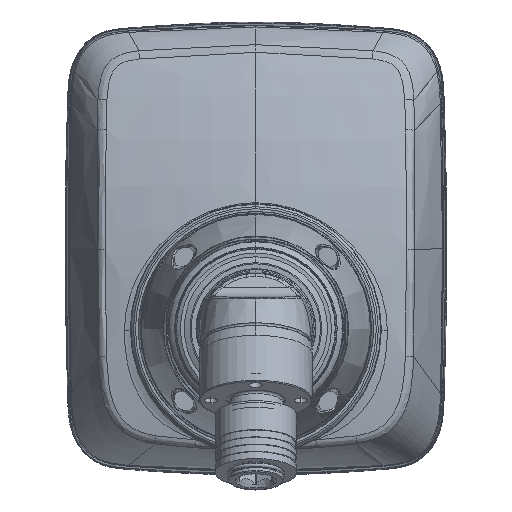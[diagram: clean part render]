
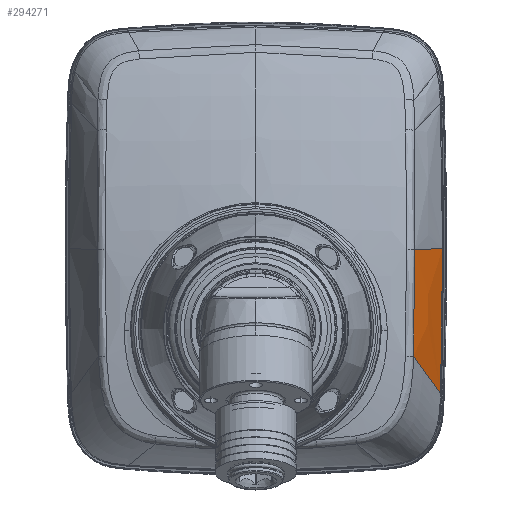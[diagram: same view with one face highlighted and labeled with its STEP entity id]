
A CAD part, top view. The second image highlights one B-rep face of the part: STEP entity #294271.
In plain terms, the highlighted free-form (B-spline) face has degree [3, 5] with [5, 9] control points.
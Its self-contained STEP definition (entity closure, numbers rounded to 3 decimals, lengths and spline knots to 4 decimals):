
#199362=CARTESIAN_POINT('',(1.4193,-0.4831,
-10.1108));
#199466=CARTESIAN_POINT('',(1.2116,-0.1975,
-9.5178));
#199468=CARTESIAN_POINT('',(1.4193,-0.4831,
-10.1108));
#199469=CARTESIAN_POINT('',(1.3586,-0.3896,
-9.9132));
#199470=CARTESIAN_POINT('',(1.2777,-0.2712,
-9.6681));
#199471=CARTESIAN_POINT('',(1.2116,-0.1975,
-9.5178));
#199484=CARTESIAN_POINT('',(1.4348,0.6299,
-10.1109));
#199485=CARTESIAN_POINT('',(1.4076,0.6296,
-10.0308));
#199486=CARTESIAN_POINT('',(1.3324,0.6253,
-9.823));
#199487=CARTESIAN_POINT('',(1.2514,0.621,
-9.6212));
#199488=CARTESIAN_POINT('',(1.2196,0.6203,
-9.5495));
#199490=CARTESIAN_POINT('',(1.4348,0.6299,
-10.1109));
#199491=CARTESIAN_POINT('',(1.4348,0.5783,
-10.1109));
#199492=CARTESIAN_POINT('',(1.4348,0.4762,
-10.1108));
#199493=CARTESIAN_POINT('',(1.4343,0.326,
-10.1107));
#199494=CARTESIAN_POINT('',(1.4332,0.1809,
-10.1105));
#199495=CARTESIAN_POINT('',(1.4316,0.0426,
-10.1105));
#199496=CARTESIAN_POINT('',(1.4296,-0.0871,
-10.1104));
#199497=CARTESIAN_POINT('',(1.4271,-0.2065,
-10.1103));
#199498=CARTESIAN_POINT('',(1.4244,-0.3139,
-10.1102));
#199499=CARTESIAN_POINT('',(1.4217,-0.4077,
-10.1103));
#199500=CARTESIAN_POINT('',(1.4201,-0.4596,
-10.1106));
#199501=CARTESIAN_POINT('',(1.4193,-0.4831,
-10.1108));
#199503=CARTESIAN_POINT('',(1.2116,-0.1975,
-9.5178));
#199504=CARTESIAN_POINT('',(1.2118,-0.187,
-9.5175));
#199505=CARTESIAN_POINT('',(1.2121,-0.166,
-9.5171));
#199506=CARTESIAN_POINT('',(1.2127,-0.1343,
-9.5166));
#199507=CARTESIAN_POINT('',(1.2132,-0.1024,
-9.5162));
#199508=CARTESIAN_POINT('',(1.2137,-0.0703,
-9.5159));
#199509=CARTESIAN_POINT('',(1.2142,-0.0378,
-9.5158));
#199510=CARTESIAN_POINT('',(1.2147,-0.005,
-9.5159));
#199511=CARTESIAN_POINT('',(1.2152,0.0283,
-9.5161));
#199512=CARTESIAN_POINT('',(1.2156,0.0623,
-9.5165));
#199513=CARTESIAN_POINT('',(1.216,0.0974,
-9.5171));
#199514=CARTESIAN_POINT('',(1.2164,0.1336,
-9.518));
#199515=CARTESIAN_POINT('',(1.2168,0.1712,
-9.519));
#199516=CARTESIAN_POINT('',(1.2172,0.2105,
-9.5204));
#199517=CARTESIAN_POINT('',(1.2176,0.2538,
-9.5222));
#199518=CARTESIAN_POINT('',(1.218,0.3029,
-9.5245));
#199519=CARTESIAN_POINT('',(1.2184,0.356,
-9.5275));
#199520=CARTESIAN_POINT('',(1.2187,0.4114,
-9.5311));
#199521=CARTESIAN_POINT('',(1.219,0.4673,
-9.5353));
#199522=CARTESIAN_POINT('',(1.2193,0.5221,
-9.5399));
#199523=CARTESIAN_POINT('',(1.2195,0.5741,
-9.5448));
#199524=CARTESIAN_POINT('',(1.2196,0.6054,
-9.548));
#199525=CARTESIAN_POINT('',(1.2196,0.6203,
-9.5495));
#279247=VERTEX_POINT('',#199466);
#279249=VERTEX_POINT('',#199525);
#279296=VERTEX_POINT('',#199484);
#279307=VERTEX_POINT('',#199362);
#294217=CARTESIAN_POINT('',(1.4412,0.6412,
-10.1299));
#294218=CARTESIAN_POINT('',(1.4412,0.5678,
-10.1299));
#294219=CARTESIAN_POINT('',(1.4409,0.4178,
-10.1299));
#294220=CARTESIAN_POINT('',(1.4396,0.2294,
-10.1299));
#294221=CARTESIAN_POINT('',(1.4367,0.001,
-10.1299));
#294222=CARTESIAN_POINT('',(1.4321,-0.2274,
-10.1299));
#294223=CARTESIAN_POINT('',(1.4283,-0.3824,
-10.1299));
#294224=CARTESIAN_POINT('',(1.4261,-0.4607,
-10.1299));
#294225=CARTESIAN_POINT('',(1.4249,-0.5008,
-10.1299));
#294226=CARTESIAN_POINT('',(1.4142,0.6406,
-10.049));
#294227=CARTESIAN_POINT('',(1.4136,0.5712,
-10.0466));
#294228=CARTESIAN_POINT('',(1.413,0.4296,
-10.0417));
#294229=CARTESIAN_POINT('',(1.4128,0.2524,
-10.0356));
#294230=CARTESIAN_POINT('',(1.4115,0.0371,
-10.0287));
#294231=CARTESIAN_POINT('',(1.4057,-0.1813,
-10.0234));
#294232=CARTESIAN_POINT('',(1.3984,-0.3321,
-10.021));
#294233=CARTESIAN_POINT('',(1.3937,-0.4091,
-10.0203));
#294234=CARTESIAN_POINT('',(1.391,-0.4488,
-10.02));
#294235=CARTESIAN_POINT('',(1.3287,0.6343,
-9.8121));
#294236=CARTESIAN_POINT('',(1.3282,0.5742,
-9.8076));
#294237=CARTESIAN_POINT('',(1.328,0.4525,
-9.7988));
#294238=CARTESIAN_POINT('',(1.3285,0.3017,
-9.7887));
#294239=CARTESIAN_POINT('',(1.3283,0.1172,
-9.7779));
#294240=CARTESIAN_POINT('',(1.3237,-0.0767,
-9.7704));
#294241=CARTESIAN_POINT('',(1.3172,-0.2161,
-9.7676));
#294242=CARTESIAN_POINT('',(1.3128,-0.2892,
-9.767));
#294243=CARTESIAN_POINT('',(1.3103,-0.3273,
-9.7669));
#294244=CARTESIAN_POINT('',(1.2355,0.6281,
-9.5826));
#294245=CARTESIAN_POINT('',(1.2356,0.5763,
-9.5778));
#294246=CARTESIAN_POINT('',(1.2357,0.4726,
-9.5693));
#294247=CARTESIAN_POINT('',(1.2354,0.3455,
-9.5611));
#294248=CARTESIAN_POINT('',(1.2343,0.189,
-9.5537));
#294249=CARTESIAN_POINT('',(1.2322,0.0163,
-9.5497));
#294250=CARTESIAN_POINT('',(1.23,-0.1141,
-9.5492));
#294251=CARTESIAN_POINT('',(1.2287,-0.1843,
-9.5497));
#294252=CARTESIAN_POINT('',(1.2279,-0.2215,
-9.5501));
#294253=CARTESIAN_POINT('',(1.2008,0.6276,
-9.5091));
#294254=CARTESIAN_POINT('',(1.2008,0.5788,
-9.5038));
#294255=CARTESIAN_POINT('',(1.2006,0.4815,
-9.4945));
#294256=CARTESIAN_POINT('',(1.2,0.3631,
-9.4856));
#294257=CARTESIAN_POINT('',(1.1988,0.2165,
-9.478));
#294258=CARTESIAN_POINT('',(1.1967,0.0507,
-9.4744));
#294259=CARTESIAN_POINT('',(1.1945,-0.0777,
-9.4747));
#294260=CARTESIAN_POINT('',(1.1931,-0.1479,
-9.4757));
#294261=CARTESIAN_POINT('',(1.1924,-0.1852,
-9.4765));
#294262=B_SPLINE_SURFACE_WITH_KNOTS('',3,5,((#294217,#294218,#294219,#294220,
#294221,#294222,#294223,#294224,#294225),(#294226,#294227,#294228,#294229,
#294230,#294231,#294232,#294233,#294234),(#294235,#294236,#294237,#294238,
#294239,#294240,#294241,#294242,#294243),(#294244,#294245,#294246,#294247,
#294248,#294249,#294250,#294251,#294252),(#294253,#294254,#294255,#294256,
#294257,#294258,#294259,#294260,#294261)),.UNSPECIFIED.,.F.,.F.,.F.,(4,1,4),(6,
1,1,1,6),(0.,0.5,1.),(-0.0101,0.317,0.6585,
0.8293,1.0077),.UNSPECIFIED.);
#294264=ORIENTED_EDGE('',*,*,#294263,.F.);
#294265=ORIENTED_EDGE('',*,*,#294209,.T.);
#294266=ORIENTED_EDGE('',*,*,#294143,.T.);
#294268=ORIENTED_EDGE('',*,*,#294267,.T.);
#294269=EDGE_LOOP('',(#294264,#294265,#294266,#294268));
#294270=FACE_OUTER_BOUND('',#294269,.F.);
#294271=ADVANCED_FACE('',(#294270),#294262,.T.);
#199472=B_SPLINE_CURVE_WITH_KNOTS('',3,(#199468,#199469,#199470,#199471),
.UNSPECIFIED.,.F.,.F.,(4,4),(0.,1.),.UNSPECIFIED.);
#199489=B_SPLINE_CURVE_WITH_KNOTS('',3,(#199484,#199485,#199486,#199487,
#199488),.UNSPECIFIED.,.F.,.F.,(4,1,4),(0.,0.5273,1.),
.UNSPECIFIED.);
#199502=B_SPLINE_CURVE_WITH_KNOTS('',3,(#199490,#199491,#199492,#199493,#199494,
#199495,#199496,#199497,#199498,#199499,#199500,#199501),.UNSPECIFIED.,.F.,.F.,(
4,1,1,1,1,1,1,1,1,4),(0.,0.1111,0.2222,
0.3333,0.4444,0.5556,0.6667,
0.7778,0.8889,1.),.UNSPECIFIED.);
#199526=B_SPLINE_CURVE_WITH_KNOTS('',3,(#199503,#199504,#199505,#199506,#199507,
#199508,#199509,#199510,#199511,#199512,#199513,#199514,#199515,#199516,#199517,
#199518,#199519,#199520,#199521,#199522,#199523,#199524,#199525),.UNSPECIFIED.,
.F.,.F.,(4,1,1,1,1,1,1,1,1,1,1,1,1,1,1,1,1,1,1,1,4),(0.,0.05,0.1,0.15,
0.2,0.25,0.3,0.35,0.4,0.45,0.5,0.55,0.6,0.65,0.7,0.75,
0.8,0.85,0.9,0.95,1.),.UNSPECIFIED.);
#294143=EDGE_CURVE('',#279307,#279247,#199472,.T.);
#294209=EDGE_CURVE('',#279296,#279307,#199502,.T.);
#294263=EDGE_CURVE('',#279296,#279249,#199489,.T.);
#294267=EDGE_CURVE('',#279247,#279249,#199526,.T.);
